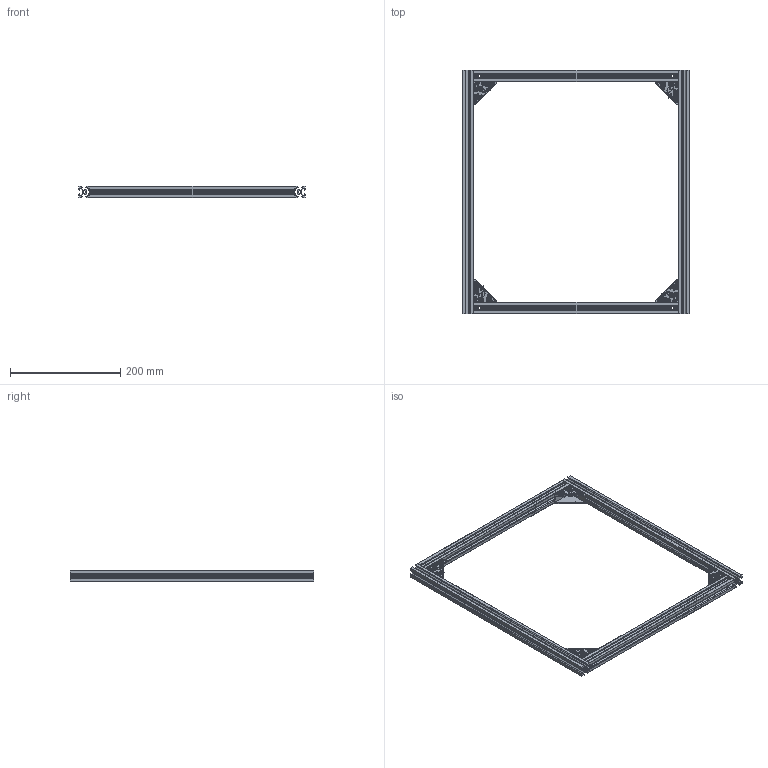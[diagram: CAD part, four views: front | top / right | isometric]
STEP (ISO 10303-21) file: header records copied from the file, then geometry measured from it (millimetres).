
FILE_DESCRIPTION(/* description */ ('STEP AP242','CAx-IF Rec.Pracs.---Representation and Presentation of Product Manufacturing Information (PMI)---4.0---2014-10-13','CAx-IF Rec.Pracs.---3D Tessellated Geometry---0.4---2014-09-14','2;1'),/* implementation_level */ '2;1');
FILE_NAME(/* name */ '67f0aa651d67fa7abd3b925d',/* time_stamp */ '2025-04-05T03:58:30Z',/* author */ (''),/* organization */ (''),/* preprocessor_version */ 'ST-DEVELOPER v20',/* originating_system */ 'ONSHAPE BY PTC INC, 1.196',/* authorisation */ ' ');
FILE_SCHEMA (('AP242_MANAGED_MODEL_BASED_3D_ENGINEERING_MIM_LF { 1 0 10303 442 1 1 4 }'));
Length unit declared in the file: metre
Products named in the file (4): base rectangle; medium corner stiffener; 2020 extrusion; 2020 extrusion 370mm w/ holes
Assembly tree (8 placements, depth 2):
  base rectangle
    medium corner stiffener  x4
    2020 extrusion  x2
    2020 extrusion 370mm w/ holes  x2
Bounding box: 410 x 440 x 20 mm (x, y, z)
Volume: 320626.5 mm3; surface area: 289325.1 mm2
Topology: 8 solids, 8 shells, 2832 faces, 11928 edges, 8020 vertices
Faces by surface type: sphere 1668, plane 824, cylinder 292, bspline 48
Full cylindrical faces by diameter (mm): 3 x8, 4.2 x8, 5.2 x4
Entity records: 27680 total; most frequent: DIRECTION 5324, CARTESIAN_POINT 4995, ORIENTED_EDGE 4554, EDGE_CURVE 2277, AXIS2_PLACEMENT_3D 2272, VERTEX_POINT 1543, CIRCLE 1411, EDGE_LOOP 940
